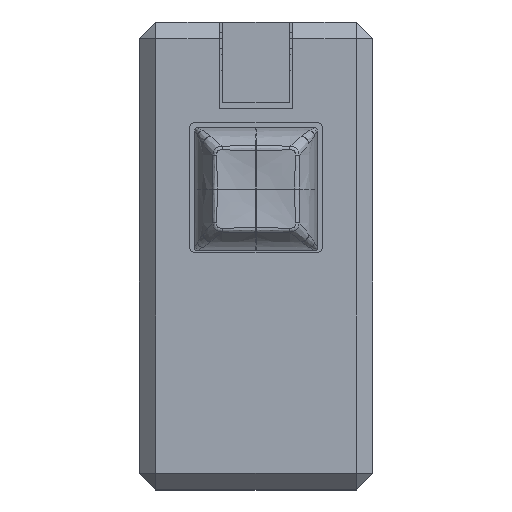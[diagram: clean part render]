
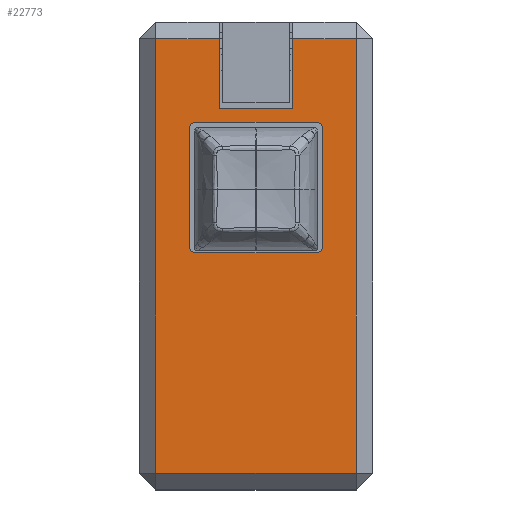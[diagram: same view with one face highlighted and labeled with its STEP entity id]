
A CAD part, top view. The second image highlights one B-rep face of the part: STEP entity #22773.
In plain terms, the highlighted planar face has unit normal (0, 0, 1).
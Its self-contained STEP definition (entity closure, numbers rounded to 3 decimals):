
#928=FACE_BOUND('',#4831,.T.);
#1392=CIRCLE('',#24518,1.);
#1393=CIRCLE('',#24521,1.);
#1394=CIRCLE('',#24524,1.);
#1395=CIRCLE('',#24527,1.);
#3544=FACE_OUTER_BOUND('',#4830,.T.);
#4830=EDGE_LOOP('',(#20689,#20690,#20691,#20692,#20693,#20694,#20695,#20696));
#4831=EDGE_LOOP('',(#20697,#20698,#20699,#20700,#20701,#20702,#20703,#20704));
#6955=LINE('',#54489,#9246);
#7048=LINE('',#54684,#9339);
#7056=LINE('',#54700,#9347);
#7058=LINE('',#54703,#9349);
#7060=LINE('',#54706,#9351);
#7063=LINE('',#54710,#9354);
#7077=LINE('',#54747,#9368);
#7080=LINE('',#54755,#9371);
#7083=LINE('',#54763,#9374);
#7086=LINE('',#54770,#9377);
#7088=LINE('',#54774,#9379);
#7090=LINE('',#54777,#9381);
#9246=VECTOR('',#29816,10.);
#9339=VECTOR('',#29983,10.);
#9347=VECTOR('',#29997,10.);
#9349=VECTOR('',#30001,10.);
#9351=VECTOR('',#30005,10.);
#9354=VECTOR('',#30010,10.);
#9368=VECTOR('',#30046,10.);
#9371=VECTOR('',#30055,10.);
#9374=VECTOR('',#30064,10.);
#9377=VECTOR('',#30073,10.);
#9379=VECTOR('',#30077,10.);
#9381=VECTOR('',#30081,10.);
#11312=VERTEX_POINT('',#54486);
#11313=VERTEX_POINT('',#54488);
#11363=VERTEX_POINT('',#54643);
#11368=VERTEX_POINT('',#54656);
#11373=VERTEX_POINT('',#54669);
#11378=VERTEX_POINT('',#54682);
#11380=VERTEX_POINT('',#54688);
#11393=VERTEX_POINT('',#54740);
#11394=VERTEX_POINT('',#54742);
#11395=VERTEX_POINT('',#54746);
#11396=VERTEX_POINT('',#54750);
#11397=VERTEX_POINT('',#54754);
#11398=VERTEX_POINT('',#54758);
#11399=VERTEX_POINT('',#54762);
#11400=VERTEX_POINT('',#54766);
#11401=VERTEX_POINT('',#54772);
#14365=EDGE_CURVE('',#11313,#11312,#6955,.T.);
#14458=EDGE_CURVE('',#11378,#11373,#7048,.T.);
#14466=EDGE_CURVE('',#11373,#11380,#7056,.T.);
#14468=EDGE_CURVE('',#11380,#11368,#7058,.T.);
#14470=EDGE_CURVE('',#11368,#11363,#7060,.T.);
#14473=EDGE_CURVE('',#11363,#11312,#7063,.T.);
#14490=EDGE_CURVE('',#11394,#11393,#1392,.T.);
#14492=EDGE_CURVE('',#11395,#11394,#7077,.T.);
#14494=EDGE_CURVE('',#11396,#11395,#1393,.T.);
#14496=EDGE_CURVE('',#11397,#11396,#7080,.T.);
#14498=EDGE_CURVE('',#11398,#11397,#1394,.T.);
#14500=EDGE_CURVE('',#11399,#11398,#7083,.T.);
#14502=EDGE_CURVE('',#11400,#11399,#1395,.T.);
#14504=EDGE_CURVE('',#11393,#11400,#7086,.T.);
#14506=EDGE_CURVE('',#11378,#11401,#7088,.T.);
#14508=EDGE_CURVE('',#11401,#11313,#7090,.T.);
#20689=ORIENTED_EDGE('',*,*,#14458,.F.);
#20690=ORIENTED_EDGE('',*,*,#14506,.T.);
#20691=ORIENTED_EDGE('',*,*,#14508,.T.);
#20692=ORIENTED_EDGE('',*,*,#14365,.T.);
#20693=ORIENTED_EDGE('',*,*,#14473,.F.);
#20694=ORIENTED_EDGE('',*,*,#14470,.F.);
#20695=ORIENTED_EDGE('',*,*,#14468,.F.);
#20696=ORIENTED_EDGE('',*,*,#14466,.F.);
#20697=ORIENTED_EDGE('',*,*,#14490,.T.);
#20698=ORIENTED_EDGE('',*,*,#14504,.T.);
#20699=ORIENTED_EDGE('',*,*,#14502,.T.);
#20700=ORIENTED_EDGE('',*,*,#14500,.T.);
#20701=ORIENTED_EDGE('',*,*,#14498,.T.);
#20702=ORIENTED_EDGE('',*,*,#14496,.T.);
#20703=ORIENTED_EDGE('',*,*,#14494,.T.);
#20704=ORIENTED_EDGE('',*,*,#14492,.T.);
#21576=PLANE('',#24533);
#22773=ADVANCED_FACE('',(#3544,#928),#21576,.T.);
#24518=AXIS2_PLACEMENT_3D('',#54743,#30041,#30042);
#24521=AXIS2_PLACEMENT_3D('',#54751,#30050,#30051);
#24524=AXIS2_PLACEMENT_3D('',#54759,#30059,#30060);
#24527=AXIS2_PLACEMENT_3D('',#54767,#30068,#30069);
#24533=AXIS2_PLACEMENT_3D('',#54780,#30086,#30087);
#29816=DIRECTION('',(0.,1.,0.));
#29983=DIRECTION('',(1.,0.,0.));
#29997=DIRECTION('',(0.,-1.,0.));
#30001=DIRECTION('',(-1.,0.,0.));
#30005=DIRECTION('',(0.,1.,0.));
#30010=DIRECTION('',(1.,0.,0.));
#30041=DIRECTION('center_axis',(0.,0.,-1.));
#30042=DIRECTION('ref_axis',(0.,1.,0.));
#30046=DIRECTION('',(0.,1.,0.));
#30050=DIRECTION('center_axis',(0.,0.,-1.));
#30051=DIRECTION('ref_axis',(-1.,0.,0.));
#30055=DIRECTION('',(-1.,0.,0.));
#30059=DIRECTION('center_axis',(0.,0.,-1.));
#30060=DIRECTION('ref_axis',(0.,-1.,0.));
#30064=DIRECTION('',(0.,-1.,0.));
#30068=DIRECTION('center_axis',(0.,0.,-1.));
#30069=DIRECTION('ref_axis',(1.,0.,0.));
#30073=DIRECTION('',(1.,0.,0.));
#30077=DIRECTION('',(0.,-1.,0.));
#30081=DIRECTION('',(-1.,0.,0.));
#30086=DIRECTION('center_axis',(0.,0.,1.));
#30087=DIRECTION('ref_axis',(1.,0.,0.));
#54486=CARTESIAN_POINT('',(-5.5,22.5,11.6));
#54488=CARTESIAN_POINT('',(-5.5,12.,11.6));
#54489=CARTESIAN_POINT('',(-5.5,1.,11.6));
#54643=CARTESIAN_POINT('',(-15.,22.5,11.6));
#54656=CARTESIAN_POINT('',(-15.,-42.5,11.6));
#54669=CARTESIAN_POINT('',(15.,22.5,11.6));
#54682=CARTESIAN_POINT('',(5.5,22.5,11.6));
#54684=CARTESIAN_POINT('',(8.75,22.5,11.6));
#54688=CARTESIAN_POINT('',(15.,-42.5,11.6));
#54700=CARTESIAN_POINT('',(15.,-27.5,11.6));
#54703=CARTESIAN_POINT('',(-8.75,-42.5,11.6));
#54706=CARTESIAN_POINT('',(-15.,7.5,11.6));
#54710=CARTESIAN_POINT('',(8.75,22.5,11.6));
#54740=CARTESIAN_POINT('',(-9.,10.,11.6));
#54742=CARTESIAN_POINT('',(-10.,9.,11.6));
#54743=CARTESIAN_POINT('Origin',(-9.,9.,11.6));
#54746=CARTESIAN_POINT('',(-10.,-8.5,11.6));
#54747=CARTESIAN_POINT('',(-10.,-9.25,11.6));
#54750=CARTESIAN_POINT('',(-9.,-9.5,11.6));
#54751=CARTESIAN_POINT('Origin',(-9.,-8.5,11.6));
#54754=CARTESIAN_POINT('',(9.,-9.5,11.6));
#54755=CARTESIAN_POINT('',(4.5,-9.5,11.6));
#54758=CARTESIAN_POINT('',(10.,-8.5,11.6));
#54759=CARTESIAN_POINT('Origin',(9.,-8.5,11.6));
#54762=CARTESIAN_POINT('',(10.,9.,11.6));
#54763=CARTESIAN_POINT('',(10.,-0.5,11.6));
#54766=CARTESIAN_POINT('',(9.,10.,11.6));
#54767=CARTESIAN_POINT('Origin',(9.,9.,11.6));
#54770=CARTESIAN_POINT('',(-4.5,10.,11.6));
#54772=CARTESIAN_POINT('',(5.5,12.,11.6));
#54774=CARTESIAN_POINT('',(5.5,7.5,11.6));
#54777=CARTESIAN_POINT('',(2.75,12.,11.6));
#54780=CARTESIAN_POINT('Origin',(0.,-10.,11.6));
